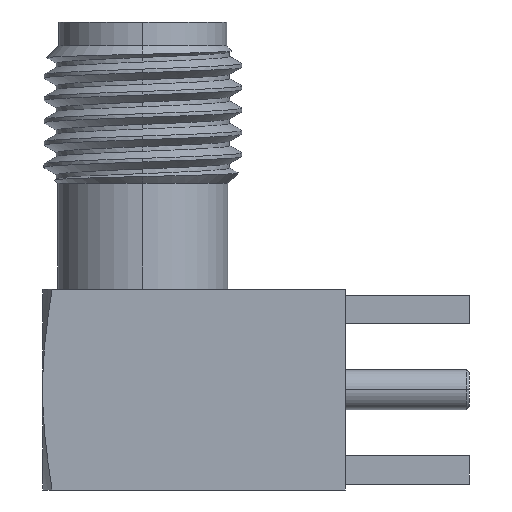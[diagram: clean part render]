
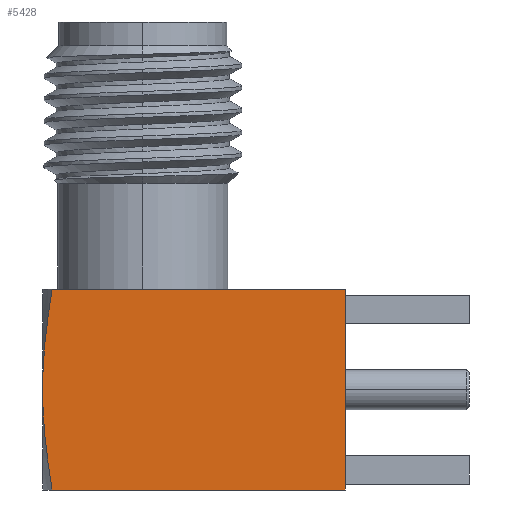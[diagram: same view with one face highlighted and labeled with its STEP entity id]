
A CAD part, left-side view. The second image highlights one B-rep face of the part: STEP entity #5428.
In plain terms, the highlighted planar face has unit normal (-1, 0, 0).
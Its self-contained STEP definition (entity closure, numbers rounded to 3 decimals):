
#1519=DIRECTION('',(0.,-1.,0.));
#1520=VECTOR('',#1519,9.266);
#1521=CARTESIAN_POINT('',(-3.175,2.866,-8.45));
#1522=LINE('',#1521,#1520);
#1549=DIRECTION('',(0.,0.,-1.));
#1550=VECTOR('',#1549,6.35);
#1551=CARTESIAN_POINT('',(-3.175,-6.4,-8.45));
#1552=LINE('',#1551,#1550);
#1698=DIRECTION('',(0.,-1.,0.));
#1699=VECTOR('',#1698,9.266);
#1700=CARTESIAN_POINT('',(-3.175,2.866,-14.8));
#1701=LINE('',#1700,#1699);
#1705=CARTESIAN_POINT('',(-3.175,3.17,-11.625));
#1706=CARTESIAN_POINT('',(-3.175,3.17,-11.465));
#1707=CARTESIAN_POINT('',(-3.175,3.164,-11.139));
#1708=CARTESIAN_POINT('',(-3.175,3.138,-10.633));
#1709=CARTESIAN_POINT('',(-3.175,3.093,-10.111));
#1710=CARTESIAN_POINT('',(-3.175,3.032,-9.574));
#1711=CARTESIAN_POINT('',(-3.175,2.957,-9.021));
#1712=CARTESIAN_POINT('',(-3.175,2.898,-8.642));
#1713=CARTESIAN_POINT('',(-3.175,2.866,-8.45));
#1763=CARTESIAN_POINT('',(-3.175,2.866,-14.8));
#1764=CARTESIAN_POINT('',(-3.175,2.898,-14.608));
#1765=CARTESIAN_POINT('',(-3.175,2.957,-14.229));
#1766=CARTESIAN_POINT('',(-3.175,3.032,-13.677));
#1767=CARTESIAN_POINT('',(-3.175,3.093,-13.139));
#1768=CARTESIAN_POINT('',(-3.175,3.138,-12.617));
#1769=CARTESIAN_POINT('',(-3.175,3.164,-12.111));
#1770=CARTESIAN_POINT('',(-3.175,3.17,-11.785));
#1771=CARTESIAN_POINT('',(-3.175,3.17,-11.625));
#3026=CARTESIAN_POINT('',(-3.175,2.866,-8.45));
#3027=CARTESIAN_POINT('',(-3.175,-6.4,-8.45));
#3028=VERTEX_POINT('',#3026);
#3029=VERTEX_POINT('',#3027);
#3034=CARTESIAN_POINT('',(-3.175,3.17,-11.625));
#3036=VERTEX_POINT('',#3034);
#3040=CARTESIAN_POINT('',(-3.175,-6.4,-14.8));
#3041=VERTEX_POINT('',#3040);
#3115=CARTESIAN_POINT('',(-3.175,2.866,-14.8));
#3116=VERTEX_POINT('',#3115);
#5413=CARTESIAN_POINT('',(-3.175,3.17,-8.45));
#5414=DIRECTION('',(-1.,0.,0.));
#5415=DIRECTION('',(0.,1.,0.));
#5416=AXIS2_PLACEMENT_3D('',#5413,#5414,#5415);
#5417=PLANE('',#5416);
#5419=ORIENTED_EDGE('',*,*,#5418,.T.);
#5420=ORIENTED_EDGE('',*,*,#5336,.T.);
#5421=ORIENTED_EDGE('',*,*,#5357,.T.);
#5423=ORIENTED_EDGE('',*,*,#5422,.F.);
#5425=ORIENTED_EDGE('',*,*,#5424,.T.);
#5426=EDGE_LOOP('',(#5419,#5420,#5421,#5423,#5425));
#5427=FACE_OUTER_BOUND('',#5426,.F.);
#1714=B_SPLINE_CURVE_WITH_KNOTS('',3,(#1705,#1706,#1707,#1708,#1709,#1710,#1711,
#1712,#1713),.UNSPECIFIED.,.F.,.F.,(4,1,1,1,1,1,4),(0.,0.167,
0.333,0.5,0.667,0.833,1.),
.UNSPECIFIED.);
#1772=B_SPLINE_CURVE_WITH_KNOTS('',3,(#1763,#1764,#1765,#1766,#1767,#1768,#1769,
#1770,#1771),.UNSPECIFIED.,.F.,.F.,(4,1,1,1,1,1,4),(0.,0.167,
0.333,0.5,0.667,0.833,1.),
.UNSPECIFIED.);
#5336=EDGE_CURVE('',#3028,#3029,#1522,.T.);
#5357=EDGE_CURVE('',#3029,#3041,#1552,.T.);
#5418=EDGE_CURVE('',#3036,#3028,#1714,.T.);
#5422=EDGE_CURVE('',#3116,#3041,#1701,.T.);
#5424=EDGE_CURVE('',#3116,#3036,#1772,.T.);
#5428=ADVANCED_FACE('',(#5427),#5417,.T.);
